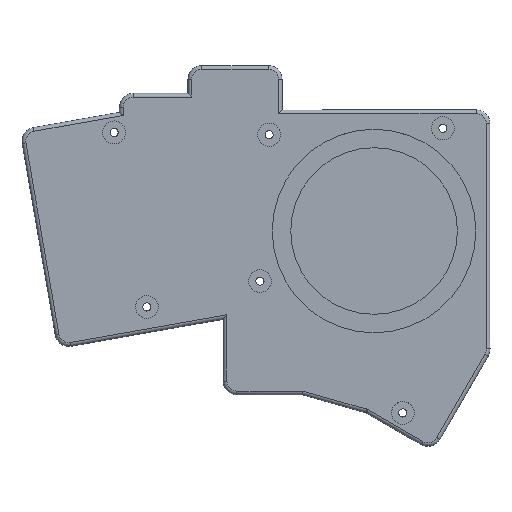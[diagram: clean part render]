
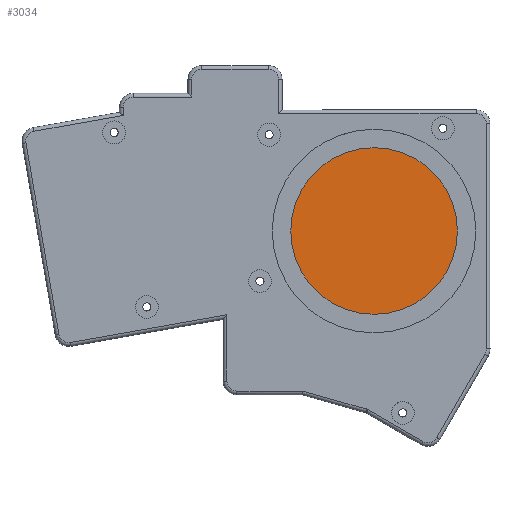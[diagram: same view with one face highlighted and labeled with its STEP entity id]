
A CAD part, top view. The second image highlights one B-rep face of the part: STEP entity #3034.
In plain terms, the highlighted planar face has unit normal (0, 0, 1).
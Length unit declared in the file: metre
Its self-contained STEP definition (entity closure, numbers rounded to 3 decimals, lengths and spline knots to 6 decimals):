
#77=PLANE('',#3396);
#1179=ORIENTED_EDGE('',*,*,#1581,.T.);
#1180=ORIENTED_EDGE('',*,*,#1918,.T.);
#1581=EDGE_CURVE('',#2036,#2035,#2306,.T.);
#1918=EDGE_CURVE('',#2035,#2036,#2444,.T.);
#2035=VERTEX_POINT('',#4679);
#2036=VERTEX_POINT('',#4681);
#2306=CIRCLE('',#3163,0.0225);
#2444=CIRCLE('',#3392,0.0225);
#2625=EDGE_LOOP('',(#1179,#1180));
#2839=FACE_BOUND('',#2625,.T.);
#3034=ADVANCED_FACE('',(#2839),#77,.T.);
#3163=AXIS2_PLACEMENT_3D('',#4680,#3617,#3618);
#3392=AXIS2_PLACEMENT_3D('',#5352,#4274,#4275);
#3396=AXIS2_PLACEMENT_3D('',#5356,#4282,#4283);
#3617=DIRECTION('',(0.,0.,1.));
#3618=DIRECTION('',(1.,0.,0.));
#4274=DIRECTION('',(0.,0.,1.));
#4275=DIRECTION('',(1.,0.,0.));
#4282=DIRECTION('',(0.,0.,1.));
#4283=DIRECTION('',(1.,0.,0.));
#4679=CARTESIAN_POINT('',(0.149456,-0.086829,0.0026));
#4680=CARTESIAN_POINT('',(0.171956,-0.086829,0.0026));
#4681=CARTESIAN_POINT('',(0.194456,-0.086829,0.0026));
#5352=CARTESIAN_POINT('',(0.171956,-0.086829,0.0026));
#5356=CARTESIAN_POINT('',(0.140064,-0.093564,0.0026));
